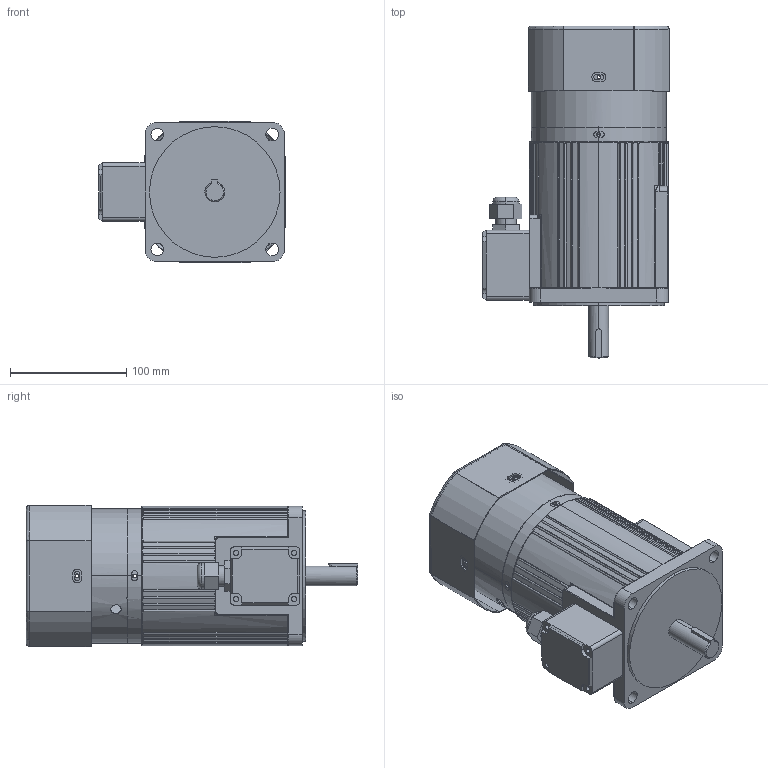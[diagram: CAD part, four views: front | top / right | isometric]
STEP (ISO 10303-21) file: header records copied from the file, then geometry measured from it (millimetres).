
FILE_DESCRIPTION (( 'STEP AP203' ), '1' );
FILE_NAME ('7IK400(R)A-MFT.STEP', '2020-01-10T08:37:38', ( 'Sky123.Org' ), ( 'Sky123.Org' ), 'SwSTEP 2.0', 'SolidWorks 2014', '' );
FILE_SCHEMA (( 'CONFIG_CONTROL_DESIGN' ));
Length unit declared in the file: millimetre
Products named in the file (9): NPT1-2萇擢芛; NPT1-2つ踡芛; NPT1-2萇擢芛蚾饜极; 微型减速机接线盒装配体; 7IK400(R)A-MFT; 7IK400(R)A; 120瑞欶; 120价陬欶褲; 峚倰萇儂諉盄碟02
Assembly tree (8 placements, depth 4):
  7IK400(R)A-MFT
    7IK400(R)A
    120瑞欶
    120价陬欶褲
    微型减速机接线盒装配体
      峚倰萇儂諉盄碟02
      NPT1-2萇擢芛蚾饜极
        NPT1-2萇擢芛
        NPT1-2つ踡芛
Bounding box: 160.8 x 286 x 121.6 mm (x, y, z)
Volume: 1902415.5 mm3; surface area: 262298.2 mm2
Topology: 6 solids, 6 shells, 752 faces, 2048 edges, 1299 vertices
Faces by surface type: cylinder 291, plane 286, torus 108, bspline 40, cone 23, sphere 4
Entity records: 27945 total; most frequent: CARTESIAN_POINT 8057, ORIENTED_EDGE 4040, DIRECTION 3962, EDGE_CURVE 2020, AXIS2_PLACEMENT_3D 1520, VERTEX_POINT 1299, LINE 922, VECTOR 922
